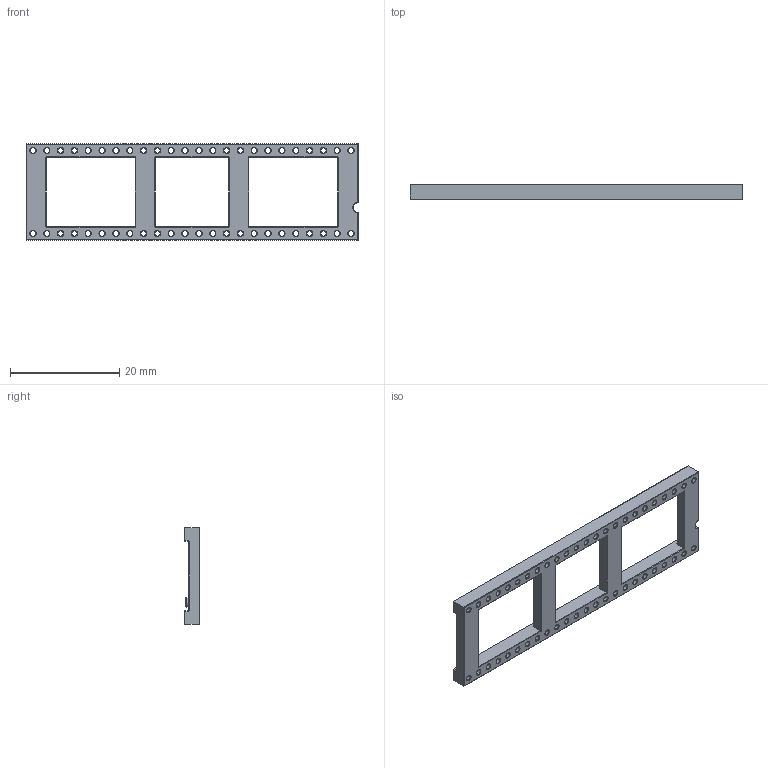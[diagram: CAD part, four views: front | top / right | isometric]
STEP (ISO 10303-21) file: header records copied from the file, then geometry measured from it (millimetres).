
FILE_DESCRIPTION (( 'STEP AP214' ), '1' );
FILE_NAME ('110-xx-648-41-001000.STEP', '2017-09-29T19:51:23', ( '' ), ( '' ), 'SwSTEP 2.0', 'SolidWorks 2014', '' );
FILE_SCHEMA (( 'AUTOMOTIVE_DESIGN' ));
Length unit declared in the file: millimetre
Products named in the file (1): 110-xx-648-41-001000
Bounding box: 60.9 x 2.79 x 17.7 mm (x, y, z)
Volume: 1070.8 mm3; surface area: 2185.7 mm2
Topology: 1 solids, 1 shells, 751 faces, 1638 edges, 932 vertices
Faces by surface type: torus 422, cylinder 255, plane 70, sphere 4
Entity records: 21018 total; most frequent: DIRECTION 4430, CARTESIAN_POINT 3414, ORIENTED_EDGE 3268, AXIS2_PLACEMENT_3D 2056, EDGE_CURVE 1634, CIRCLE 1304, VERTEX_POINT 932, EDGE_LOOP 900
